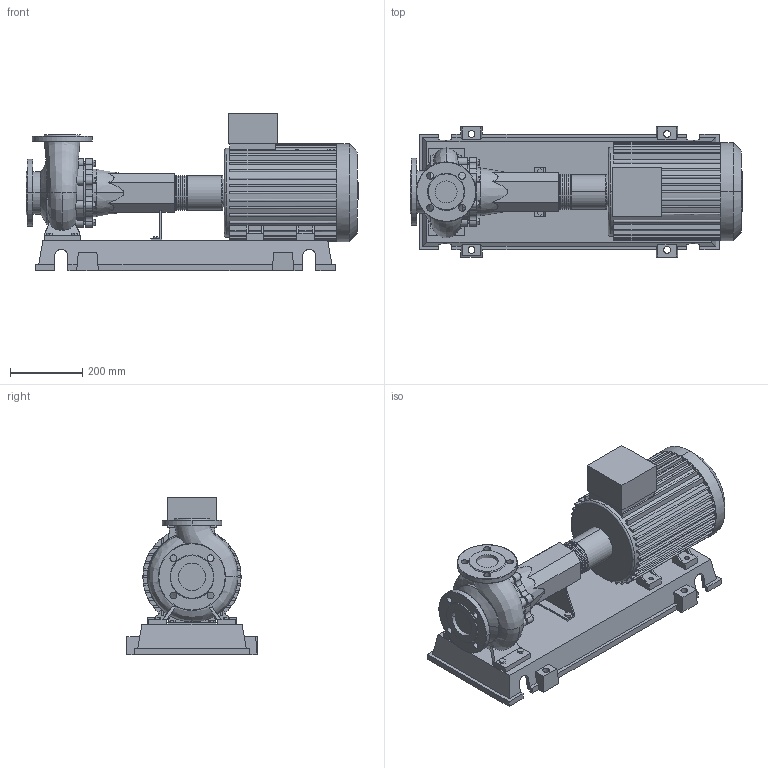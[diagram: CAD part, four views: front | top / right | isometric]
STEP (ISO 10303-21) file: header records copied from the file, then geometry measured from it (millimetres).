
FILE_DESCRIPTION((''),'2;1');
FILE_NAME('3d_NL50_125-5.5-2-05-4109046.stp','2015-03-03T07:43:41',(''),(''),'Mechanical Desktop 2009','Mechanical Desktop 2009',', , ');
FILE_SCHEMA(('CONFIG_CONTROL_DESIGN'));
Length unit declared in the file: millimetre
Products named in the file (1): Product
Bounding box: 917 x 360 x 435 mm (x, y, z)
Volume: 34692141.6 mm3; surface area: 2173984 mm2
Topology: 11 solids, 11 shells, 784 faces, 2090 edges, 1375 vertices
Faces by surface type: plane 407, bspline 188, cylinder 175, cone 8, torus 6
Entity records: 28703 total; most frequent: CARTESIAN_POINT 9252, ORIENTED_EDGE 4182, DIRECTION 3791, EDGE_CURVE 2091, VERTEX_POINT 1372, VECTOR 1365, LINE 1365, AXIS2_PLACEMENT_3D 1213
